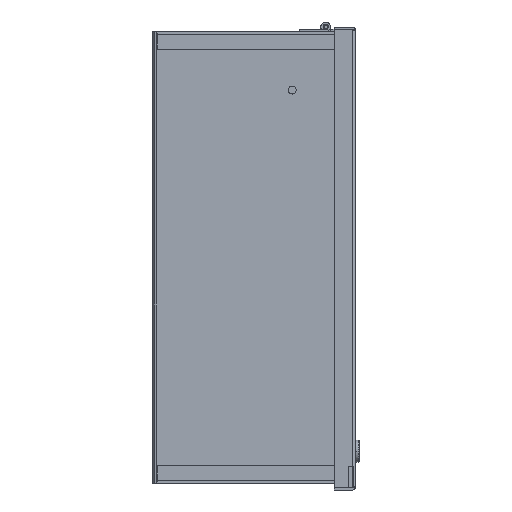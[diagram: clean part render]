
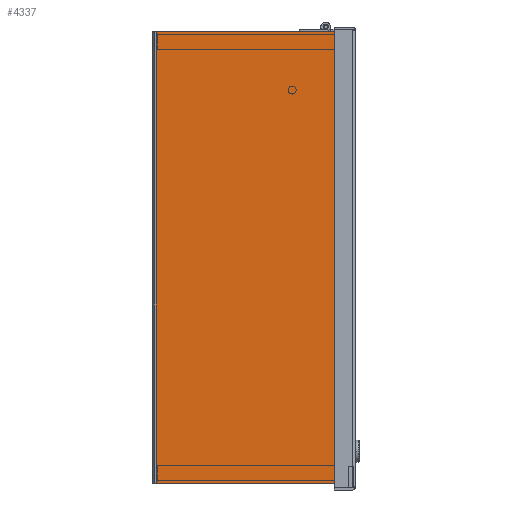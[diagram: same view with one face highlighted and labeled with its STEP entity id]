
A CAD part, front view. The second image highlights one B-rep face of the part: STEP entity #4337.
In plain terms, the highlighted face is planar.
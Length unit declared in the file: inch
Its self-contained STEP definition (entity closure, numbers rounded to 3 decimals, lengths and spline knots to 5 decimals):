
#252 = LINE ( 'NONE', #16496, #25339 ) ;
#1946 = EDGE_LOOP ( 'NONE', ( #7906, #18214, #23243, #6946 ) ) ;
#2579 = PLANE ( 'NONE',  #3699 ) ;
#2931 = CARTESIAN_POINT ( 'NONE',  ( -8., -0.0625, -12. ) ) ;
#3324 = CARTESIAN_POINT ( 'NONE',  ( -8., -0.108, -12. ) ) ;
#3699 = AXIS2_PLACEMENT_3D ( 'NONE', #2931, #14870, #22596 ) ;
#4059 = VERTEX_POINT ( 'NONE', #25244 ) ;
#4337 = ADVANCED_FACE ( 'NONE', ( #6185 ), #2579, .T. ) ;
#4418 = CARTESIAN_POINT ( 'NONE',  ( 8., -0.072, -12. ) ) ;
#4768 = VERTEX_POINT ( 'NONE', #14432 ) ;
#6185 = FACE_OUTER_BOUND ( 'NONE', #1946, .T. ) ;
#6946 = ORIENTED_EDGE ( 'NONE', *, *, #23100, .F. ) ;
#7558 = DIRECTION ( 'NONE',  ( 1., 0., 0. ) ) ;
#7906 = ORIENTED_EDGE ( 'NONE', *, *, #18751, .T. ) ;
#10856 = VECTOR ( 'NONE', #23827, 39.37008 ) ;
#11850 = CARTESIAN_POINT ( 'NONE',  ( 8., -6.892, -12. ) ) ;
#12557 = CARTESIAN_POINT ( 'NONE',  ( 8., -6.892, -12. ) ) ;
#12719 = DIRECTION ( 'NONE',  ( 1., 0., 0. ) ) ;
#12955 = VECTOR ( 'NONE', #12719, 39.37008 ) ;
#14432 = CARTESIAN_POINT ( 'NONE',  ( -8., -6.892, -12. ) ) ;
#14482 = DIRECTION ( 'NONE',  ( 0., 1., 0. ) ) ;
#14870 = DIRECTION ( 'NONE',  ( 0., 0., -1. ) ) ;
#14908 = VERTEX_POINT ( 'NONE', #11850 ) ;
#14921 = VECTOR ( 'NONE', #7558, 39.37008 ) ;
#15203 = LINE ( 'NONE', #3324, #14921 ) ;
#15656 = EDGE_CURVE ( 'NONE', #19855, #4059, #15203, .T. ) ;
#16496 = CARTESIAN_POINT ( 'NONE',  ( -8., -0.072, -12. ) ) ;
#18214 = ORIENTED_EDGE ( 'NONE', *, *, #15656, .T. ) ;
#18751 = EDGE_CURVE ( 'NONE', #4768, #19855, #252, .T. ) ;
#18999 = LINE ( 'NONE', #12557, #12955 ) ;
#19855 = VERTEX_POINT ( 'NONE', #20334 ) ;
#20334 = CARTESIAN_POINT ( 'NONE',  ( -8., -0.108, -12. ) ) ;
#21908 = EDGE_CURVE ( 'NONE', #4059, #14908, #24856, .T. ) ;
#22596 = DIRECTION ( 'NONE',  ( 0., 1., 0. ) ) ;
#23100 = EDGE_CURVE ( 'NONE', #4768, #14908, #18999, .T. ) ;
#23243 = ORIENTED_EDGE ( 'NONE', *, *, #21908, .T. ) ;
#23827 = DIRECTION ( 'NONE',  ( 0., -1., 0. ) ) ;
#24856 = LINE ( 'NONE', #4418, #10856 ) ;
#25244 = CARTESIAN_POINT ( 'NONE',  ( 8., -0.108, -12. ) ) ;
#25339 = VECTOR ( 'NONE', #14482, 39.37008 ) ;
